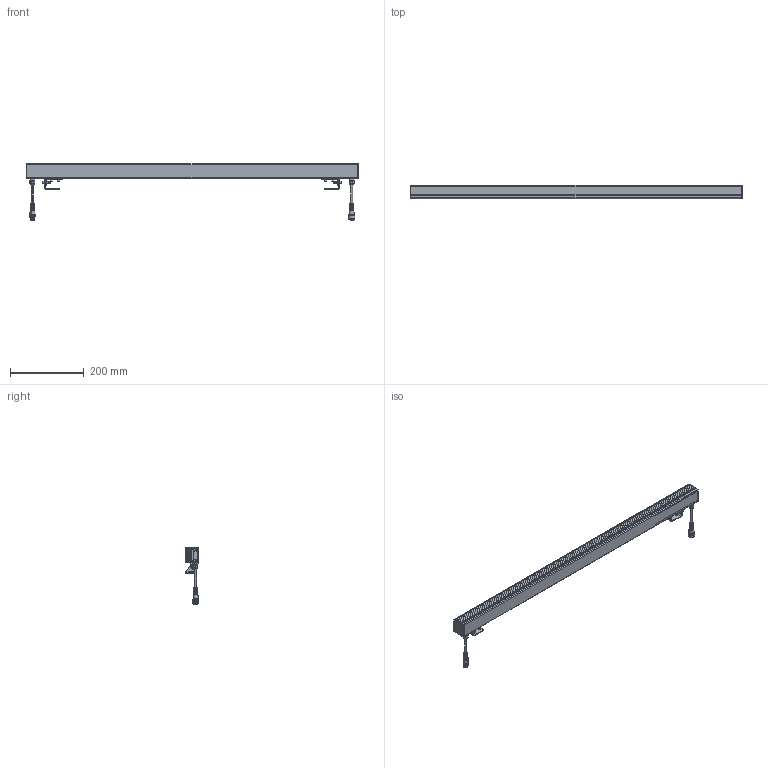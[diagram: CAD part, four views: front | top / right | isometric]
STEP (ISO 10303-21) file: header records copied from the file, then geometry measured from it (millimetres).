
FILE_DESCRIPTION (( 'STEP AP214' ), '1' );
FILE_NAME ('900.STEP', '2024-04-18T11:15:53', ( '' ), ( '' ), 'SwSTEP 2.0', 'SolidWorks 2021', '' );
FILE_SCHEMA (( 'AUTOMOTIVE_DESIGN' ));
Length unit declared in the file: millimetre
Products named in the file (27): Ðåçèíêà ñòåíêè Àðõèòåêòóðíûé 40õ37ìì V2; KE1359C; ����� ���������� ���������� 40�37��_�ࠢ��; Êàáåëüíûé ââîä; 900; Ñáîðêà ñâåòîäèîä ñ ëèíçîé; Áîëò ì3 ïîòàé; Ñêîáà êðîíøòåéíà Àðõèòåêòîð 40õ37ìì_‹¥¢ ï; Ñòåêëî Ñâåòîäèîäîâ Àðõèòåêòîð 40õ37õ895ìì_900; plain washer normal grade a_iso_Washer ISO 7089 - 4; ﾑ粢蒻鮏; Ñòåíêà Àðõèòåêòóðíûé 40õ37ìì ÞÏ-2811; Ïëàòà 54õ300ìì_¯« â  ¯®ã¦¥; Ñáîðêà ïëàòà ñ ëèíçîé 300ìì_300; Jack  Male - ãåðìåòè÷íûé ðàçúåì; ãàéêà-çàêëåïêà_M4; PL135910R mech; Ñáîðêà êðîíøòåéíà_‹¥¢ ï; Ïðîôèëü Àðõèòåêòîð 40õ37ìì R2 V2 300ìì 1500ìì_900¬¬; 厌铕赅 牮铐彘磬_忇牏狅; socket head cap screw_iso_ISO 4762 M4 x 6 - 6N; 栖闉罻 嚦樇膱; Ìàñêà Ñâåòîäèîäîâ Àðõèòåêòîð 40õ37õ895ìì_900 ¬¬; ��������� ���������� 40�37��_�ࠢ��; Jack Female  - ãåðìåòè÷íûé ðàçúåì; 鎔艜 襞旂 11738-84_M4x16 DIN912; Êðîíøòåéí Àðõèòåêòîð 40õ37ìì_‹¥¢ ï
Assembly tree (48 placements, depth 4):
  900
    Ïðîôèëü Àðõèòåêòîð 40õ37ìì R2 V2 300ìì 1500ìì_900¬¬
    栖闉罻 嚦樇膱  x2
      Ñòåíêà Àðõèòåêòóðíûé 40õ37ìì ÞÏ-2811
      Ðåçèíêà ñòåíêè Àðõèòåêòóðíûé 40õ37ìì V2
      Áîëò ì3 ïîòàé
    Ñáîðêà êðîíøòåéíà_‹¥¢ ï
      Ñêîáà êðîíøòåéíà Àðõèòåêòîð 40õ37ìì_‹¥¢ ï
      Êðîíøòåéí Àðõèòåêòîð 40õ37ìì_‹¥¢ ï
      ãàéêà-çàêëåïêà_M4
    厌铕赅 牮铐彘磬_忇牏狅
      ����� ���������� ���������� 40�37��_�ࠢ��
      ��������� ���������� 40�37��_�ࠢ��
      ãàéêà-çàêëåïêà_M4
      鎔艜 襞旂 11738-84_M4x16 DIN912
    Ñáîðêà ïëàòà ñ ëèíçîé 300ìì_300  x3
      Ïëàòà 54õ300ìì_¯« â  ¯®ã¦¥
      Ñáîðêà ñâåòîäèîä ñ ëèíçîé
        ﾑ粢蒻鮏
        KE1359C
        PL135910R mech
    Ìàñêà Ñâåòîäèîäîâ Àðõèòåêòîð 40õ37õ895ìì_900 ¬¬
    Ñòåêëî Ñâåòîäèîäîâ Àðõèòåêòîð 40õ37õ895ìì_900
    socket head cap screw_iso_ISO 4762 M4 x 6 - 6N  x4
    plain washer normal grade a_iso_Washer ISO 7089 - 4  x6
    鎔艜 襞旂 11738-84_M4x16 DIN912
    Êàáåëüíûé ââîä  x2
    Jack  Male - ãåðìåòè÷íûé ðàçúåì
    Jack Female  - ãåðìåòè÷íûé ðàçúåì
Bounding box: 900 x 37.22 x 152.52 mm (x, y, z)
Volume: 557096.1 mm3; surface area: 597104.1 mm2
Topology: 103 solids, 103 shells, 3655 faces, 9265 edges, 5937 vertices
Faces by surface type: plane 1460, cylinder 995, cone 704, torus 280, bspline 216
Entity records: 39116 total; most frequent: CARTESIAN_POINT 7236, DIRECTION 5834, ORIENTED_EDGE 5260, EDGE_CURVE 2630, AXIS2_PLACEMENT_3D 2385, VERTEX_POINT 1644, EDGE_LOOP 1274, CIRCLE 1234
